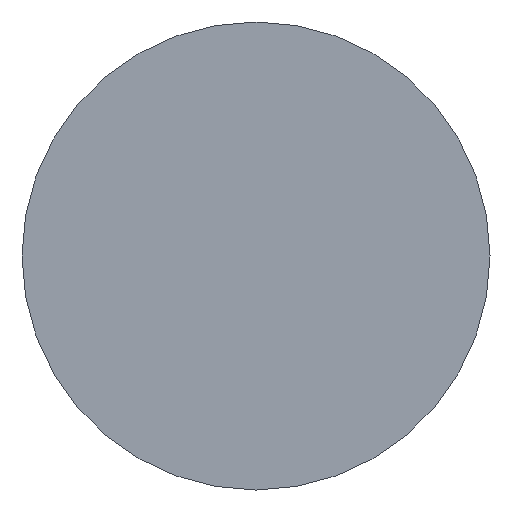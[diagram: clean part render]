
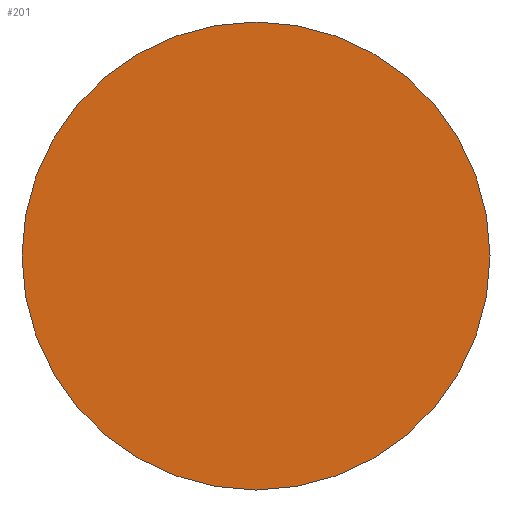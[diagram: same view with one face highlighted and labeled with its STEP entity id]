
A CAD part, left-side view. The second image highlights one B-rep face of the part: STEP entity #201.
In plain terms, the highlighted planar face has unit normal (-1, 0, 0).
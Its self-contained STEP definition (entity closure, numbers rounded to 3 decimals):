
#2 = DIRECTION ( 'NONE',  ( 1., 0., 0. ) ) ;
#16 = CARTESIAN_POINT ( 'NONE',  ( 0., 0., 0. ) ) ;
#19 = CARTESIAN_POINT ( 'NONE',  ( 0., 0., 3.375 ) ) ;
#35 = AXIS2_PLACEMENT_3D ( 'NONE', #172, #2, #87 ) ;
#41 = CIRCLE ( 'NONE', #119, 3.375 ) ;
#42 = CARTESIAN_POINT ( 'NONE',  ( 0., 0., -3.375 ) ) ;
#50 = DIRECTION ( 'NONE',  ( 0., 0., -1. ) ) ;
#55 = DIRECTION ( 'NONE',  ( 1., 0., 0. ) ) ;
#57 = EDGE_CURVE ( 'NONE', #179, #101, #41, .T. ) ;
#62 = AXIS2_PLACEMENT_3D ( 'NONE', #16, #55, #208 ) ;
#82 = ORIENTED_EDGE ( 'NONE', *, *, #209, .F. ) ;
#87 = DIRECTION ( 'NONE',  ( 0., 0., -1. ) ) ;
#101 = VERTEX_POINT ( 'NONE', #42 ) ;
#108 = FACE_OUTER_BOUND ( 'NONE', #214, .T. ) ;
#119 = AXIS2_PLACEMENT_3D ( 'NONE', #215, #156, #50 ) ;
#146 = PLANE ( 'NONE',  #35 ) ;
#156 = DIRECTION ( 'NONE',  ( 1., 0., 0. ) ) ;
#162 = CIRCLE ( 'NONE', #62, 3.375 ) ;
#172 = CARTESIAN_POINT ( 'NONE',  ( 0., 0., 0. ) ) ;
#179 = VERTEX_POINT ( 'NONE', #19 ) ;
#201 = ADVANCED_FACE ( 'NONE', ( #108 ), #146, .F. ) ;
#203 = ORIENTED_EDGE ( 'NONE', *, *, #57, .F. ) ;
#208 = DIRECTION ( 'NONE',  ( 0., 0., -1. ) ) ;
#209 = EDGE_CURVE ( 'NONE', #101, #179, #162, .T. ) ;
#214 = EDGE_LOOP ( 'NONE', ( #203, #82 ) ) ;
#215 = CARTESIAN_POINT ( 'NONE',  ( 0., 0., 0. ) ) ;
